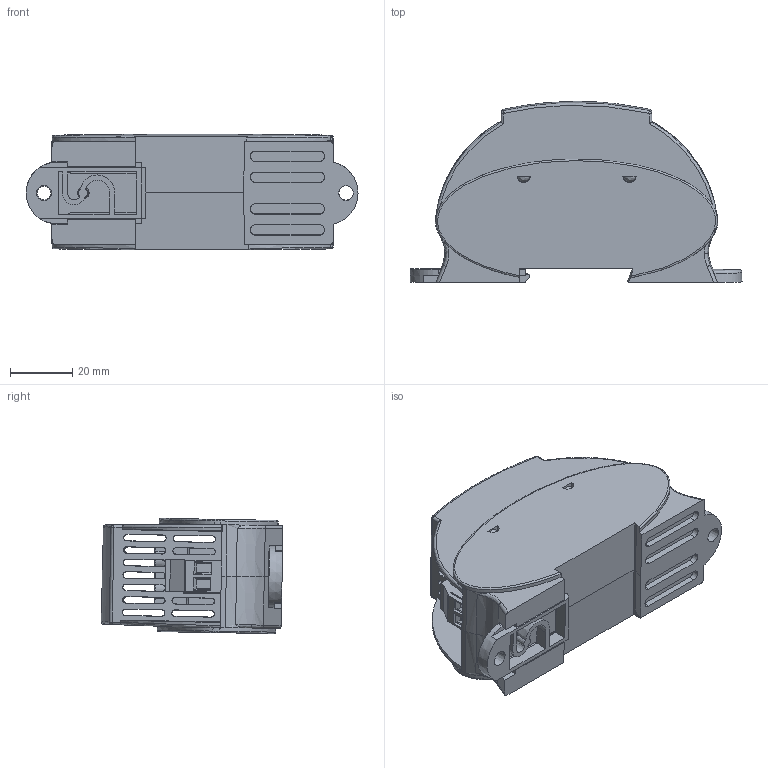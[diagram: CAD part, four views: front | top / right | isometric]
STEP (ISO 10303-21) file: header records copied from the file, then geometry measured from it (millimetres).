
FILE_DESCRIPTION (( 'STEP AP214' ), '1' );
FILE_NAME ('VACT500-42L.STEP', '2023-10-30T21:45:00', ( '' ), ( '' ), 'SwSTEP 2.0', 'SolidWorks 2021', '' );
FILE_SCHEMA (( 'AUTOMOTIVE_DESIGN' ));
Length unit declared in the file: inch
Products named in the file (1): VACT500-42L
Bounding box: 106.75 x 58.37 x 37.08 mm (x, y, z)
Volume: 50560.6 mm3; surface area: 49378.7 mm2
Topology: 6 solids, 6 shells, 755 faces, 2083 edges, 1365 vertices
Faces by surface type: plane 442, cylinder 122, cone 121, bspline 60, torus 8, sphere 2
Entity records: 36807 total; most frequent: CARTESIAN_POINT 18099, ORIENTED_EDGE 4166, DIRECTION 3453, EDGE_CURVE 2083, VERTEX_POINT 1365, LINE 1329, VECTOR 1329, AXIS2_PLACEMENT_3D 1062
